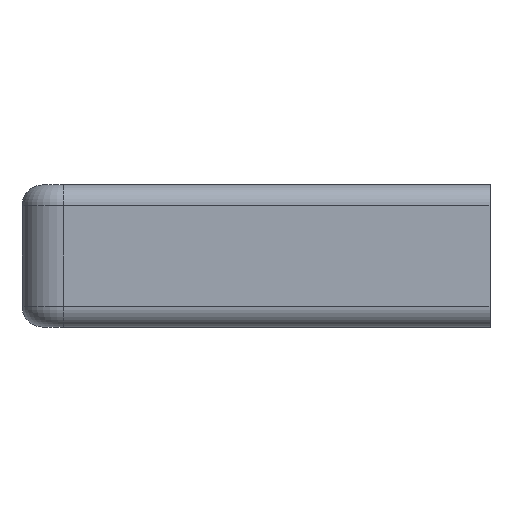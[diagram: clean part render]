
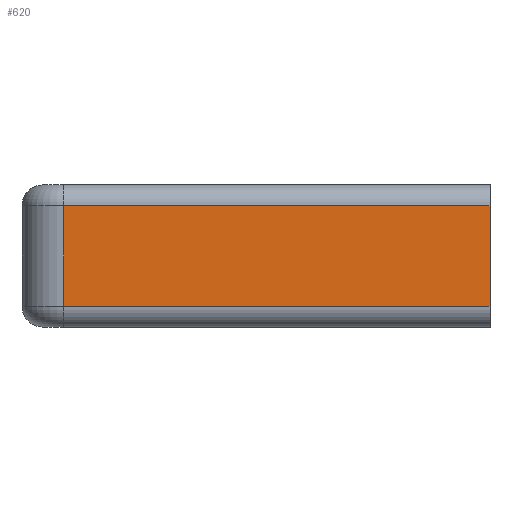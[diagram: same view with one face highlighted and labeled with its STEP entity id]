
A CAD part, left-side view. The second image highlights one B-rep face of the part: STEP entity #620.
In plain terms, the highlighted planar face has unit normal (-1, 0, 0).
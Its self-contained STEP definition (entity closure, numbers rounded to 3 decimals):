
#210 = CARTESIAN_POINT ( 'NONE',  ( -79., -2.5, -3. ) ) ;
#246 = CARTESIAN_POINT ( 'NONE',  ( -79., -28., 3. ) ) ;
#275 = DIRECTION ( 'NONE',  ( 0., 1., 0. ) ) ;
#317 = VECTOR ( 'NONE', #539, 1000. ) ;
#378 = CARTESIAN_POINT ( 'NONE',  ( -79., -28., -3. ) ) ;
#457 = VERTEX_POINT ( 'NONE', #246 ) ;
#493 = EDGE_CURVE ( 'NONE', #1053, #891, #870, .T. ) ;
#499 = EDGE_CURVE ( 'NONE', #1154, #1053, #784, .T. ) ;
#504 = DIRECTION ( 'NONE',  ( -1., 0., 0. ) ) ;
#506 = ORIENTED_EDGE ( 'NONE', *, *, #981, .T. ) ;
#516 = DIRECTION ( 'NONE',  ( 0., -1., 0. ) ) ;
#532 = ORIENTED_EDGE ( 'NONE', *, *, #499, .T. ) ;
#539 = DIRECTION ( 'NONE',  ( 0., 0., -1. ) ) ;
#580 = LINE ( 'NONE', #930, #855 ) ;
#607 = VECTOR ( 'NONE', #967, 1000. ) ;
#620 = ADVANCED_FACE ( 'NONE', ( #695 ), #1109, .T. ) ;
#628 = CARTESIAN_POINT ( 'NONE',  ( -79., -28., 4.25 ) ) ;
#639 = ORIENTED_EDGE ( 'NONE', *, *, #744, .F. ) ;
#695 = FACE_OUTER_BOUND ( 'NONE', #1068, .T. ) ;
#744 = EDGE_CURVE ( 'NONE', #457, #891, #985, .T. ) ;
#784 = LINE ( 'NONE', #1119, #1052 ) ;
#788 = DIRECTION ( 'NONE',  ( 0., 0., -1. ) ) ;
#850 = ORIENTED_EDGE ( 'NONE', *, *, #493, .T. ) ;
#855 = VECTOR ( 'NONE', #275, 1000. ) ;
#870 = LINE ( 'NONE', #1045, #607 ) ;
#884 = AXIS2_PLACEMENT_3D ( 'NONE', #944, #504, #516 ) ;
#891 = VERTEX_POINT ( 'NONE', #378 ) ;
#930 = CARTESIAN_POINT ( 'NONE',  ( -79., -2.5, 3. ) ) ;
#944 = CARTESIAN_POINT ( 'NONE',  ( -79., -28., 4.25 ) ) ;
#967 = DIRECTION ( 'NONE',  ( 0., -1., 0. ) ) ;
#981 = EDGE_CURVE ( 'NONE', #457, #1154, #580, .T. ) ;
#985 = LINE ( 'NONE', #628, #317 ) ;
#1002 = CARTESIAN_POINT ( 'NONE',  ( -79., -2.5, 3. ) ) ;
#1045 = CARTESIAN_POINT ( 'NONE',  ( -79., -28., -3. ) ) ;
#1052 = VECTOR ( 'NONE', #788, 1000. ) ;
#1053 = VERTEX_POINT ( 'NONE', #210 ) ;
#1068 = EDGE_LOOP ( 'NONE', ( #532, #850, #639, #506 ) ) ;
#1109 = PLANE ( 'NONE',  #884 ) ;
#1119 = CARTESIAN_POINT ( 'NONE',  ( -79., -2.5, 4.25 ) ) ;
#1154 = VERTEX_POINT ( 'NONE', #1002 ) ;
